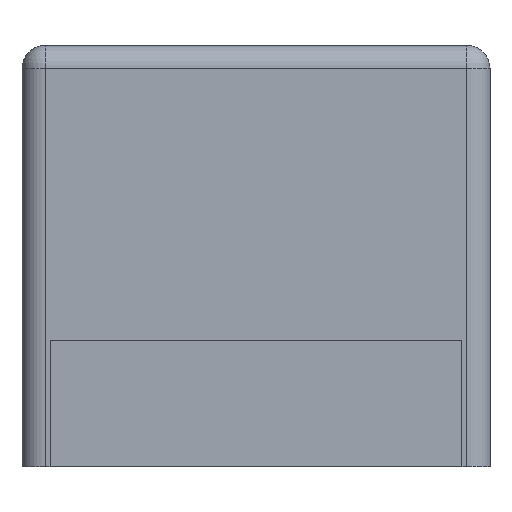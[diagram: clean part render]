
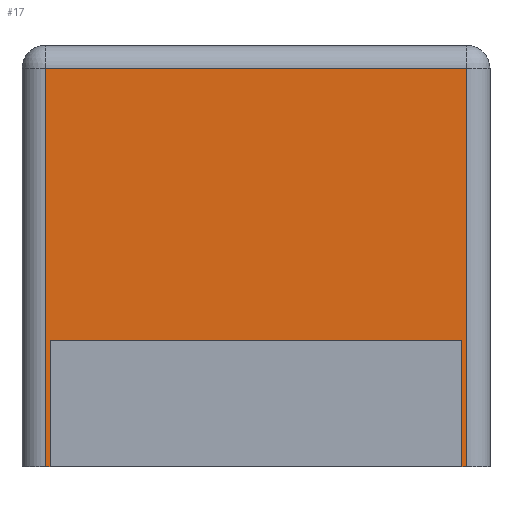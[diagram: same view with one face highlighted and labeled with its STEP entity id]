
A CAD part, left-side view. The second image highlights one B-rep face of the part: STEP entity #17.
In plain terms, the highlighted planar face has unit normal (-1, 0, 0).
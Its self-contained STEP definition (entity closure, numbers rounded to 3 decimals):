
#13=DIRECTION('',(0.,0.,1.));
#17=ADVANCED_FACE('',(#18),#66,.F.);
#18=FACE_BOUND('',#19,.F.);
#19=EDGE_LOOP('',(#20,#29,#35,#41,#46,#54,#59,#63));
#20=ORIENTED_EDGE('',*,*,#21,.F.);
#21=EDGE_CURVE('',#22,#24,#26,.T.);
#22=VERTEX_POINT('',#23);
#23=CARTESIAN_POINT('',(-5.59,-2.858,5.403));
#24=VERTEX_POINT('',#25);
#25=CARTESIAN_POINT('',(-5.59,2.858,5.403));
#26=LINE('',#23,#27);
#27=VECTOR('',#28,1.);
#28=DIRECTION('',(0.,1.,0.));
#29=ORIENTED_EDGE('',*,*,#30,.F.);
#30=EDGE_CURVE('',#31,#22,#33,.T.);
#31=VERTEX_POINT('',#32);
#32=CARTESIAN_POINT('',(-5.59,-2.858,0.));
#33=LINE('',#32,#34);
#34=VECTOR('',#13,1.);
#35=ORIENTED_EDGE('',*,*,#36,.T.);
#36=EDGE_CURVE('',#31,#37,#39,.T.);
#37=VERTEX_POINT('',#38);
#38=CARTESIAN_POINT('',(-5.59,-2.795,0.));
#39=LINE('',#40,#27);
#40=CARTESIAN_POINT('',(-5.59,-3.175,0.));
#41=ORIENTED_EDGE('',*,*,#42,.T.);
#42=EDGE_CURVE('',#37,#43,#45,.T.);
#43=VERTEX_POINT('',#44);
#44=CARTESIAN_POINT('',(-5.59,-2.795,1.716));
#45=LINE('',#38,#34);
#46=ORIENTED_EDGE('',*,*,#47,.F.);
#47=EDGE_CURVE('',#48,#43,#50,.T.);
#48=VERTEX_POINT('',#49);
#49=CARTESIAN_POINT('',(-5.59,2.795,1.716));
#50=LINE('',#51,#52);
#51=CARTESIAN_POINT('',(-5.59,-2.985,1.716));
#52=VECTOR('',#53,1.);
#53=DIRECTION('',(0.,-1.,0.));
#54=ORIENTED_EDGE('',*,*,#55,.F.);
#55=EDGE_CURVE('',#56,#48,#58,.T.);
#56=VERTEX_POINT('',#57);
#57=CARTESIAN_POINT('',(-5.59,2.795,0.));
#58=LINE('',#57,#34);
#59=ORIENTED_EDGE('',*,*,#60,.T.);
#60=EDGE_CURVE('',#56,#61,#39,.T.);
#61=VERTEX_POINT('',#62);
#62=CARTESIAN_POINT('',(-5.59,2.858,0.));
#63=ORIENTED_EDGE('',*,*,#64,.T.);
#64=EDGE_CURVE('',#61,#24,#65,.T.);
#65=LINE('',#62,#34);
#66=PLANE('',#67);
#67=AXIS2_PLACEMENT_3D('',#40,#68,#13);
#68=DIRECTION('',(1.,0.,0.));
